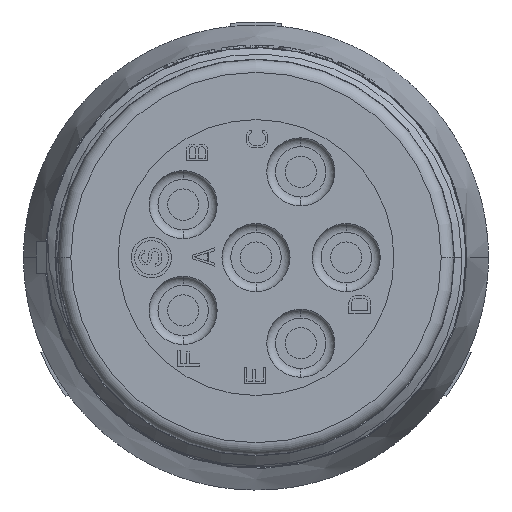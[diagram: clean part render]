
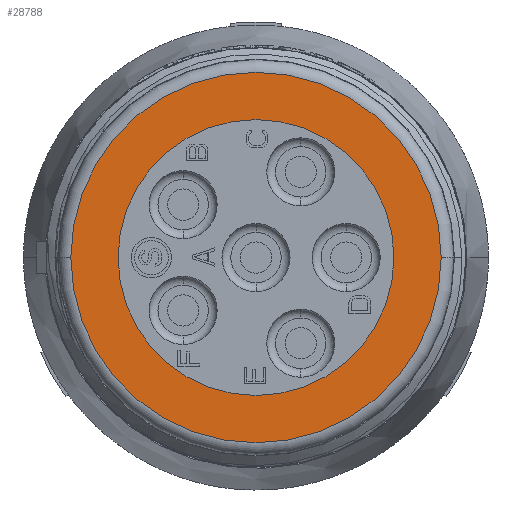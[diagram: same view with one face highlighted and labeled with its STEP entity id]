
A CAD part, front view. The second image highlights one B-rep face of the part: STEP entity #28788.
In plain terms, the highlighted planar face has unit normal (0, -1, 0).
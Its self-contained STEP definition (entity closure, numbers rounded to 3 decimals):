
#5954=CARTESIAN_POINT('',(0.,-28.3,0.));
#5955=DIRECTION('',(0.,-1.,0.));
#5956=DIRECTION('',(-1.,0.,0.));
#5957=AXIS2_PLACEMENT_3D('',#5954,#5955,#5956);
#5969=CARTESIAN_POINT('',(0.,-28.3,0.));
#5970=DIRECTION('',(0.,-1.,0.));
#5971=DIRECTION('',(-1.,0.,0.));
#5972=AXIS2_PLACEMENT_3D('',#5969,#5970,#5971);
#5974=CARTESIAN_POINT('',(0.,-28.3,0.));
#5975=DIRECTION('',(0.,-1.,0.));
#5976=DIRECTION('',(1.,0.,0.));
#5977=AXIS2_PLACEMENT_3D('',#5974,#5975,#5976);
#5979=CARTESIAN_POINT('',(0.,-28.3,0.));
#5980=DIRECTION('',(0.,-1.,0.));
#5981=DIRECTION('',(1.,0.,0.));
#5982=AXIS2_PLACEMENT_3D('',#5979,#5980,#5981);
#17117=CARTESIAN_POINT('',(-14.7,-28.3,0.));
#17118=CARTESIAN_POINT('',(14.7,-28.3,0.));
#17119=VERTEX_POINT('',#17117);
#17120=VERTEX_POINT('',#17118);
#18061=CARTESIAN_POINT('',(-10.95,-28.3,0.));
#18062=CARTESIAN_POINT('',(10.95,-28.3,0.));
#18063=VERTEX_POINT('',#18061);
#18064=VERTEX_POINT('',#18062);
#28772=CARTESIAN_POINT('',(0.,-28.3,0.));
#28773=DIRECTION('',(0.,1.,0.));
#28774=DIRECTION('',(1.,0.,0.));
#28775=AXIS2_PLACEMENT_3D('',#28772,#28773,#28774);
#28776=PLANE('',#28775);
#28777=ORIENTED_EDGE('',*,*,#28762,.F.);
#28779=ORIENTED_EDGE('',*,*,#28778,.F.);
#28780=EDGE_LOOP('',(#28777,#28779));
#28781=FACE_OUTER_BOUND('',#28780,.F.);
#28783=ORIENTED_EDGE('',*,*,#28782,.T.);
#28785=ORIENTED_EDGE('',*,*,#28784,.T.);
#28786=EDGE_LOOP('',(#28783,#28785));
#28787=FACE_BOUND('',#28786,.F.);
#28788=ADVANCED_FACE('',(#28781,#28787),#28776,.F.);
#5958=CIRCLE('',#5957,14.7);
#5973=CIRCLE('',#5972,10.95);
#5978=CIRCLE('',#5977,10.95);
#5983=CIRCLE('',#5982,14.7);
#28762=EDGE_CURVE('',#17119,#17120,#5958,.T.);
#28778=EDGE_CURVE('',#17120,#17119,#5983,.T.);
#28782=EDGE_CURVE('',#18063,#18064,#5973,.T.);
#28784=EDGE_CURVE('',#18064,#18063,#5978,.T.);
